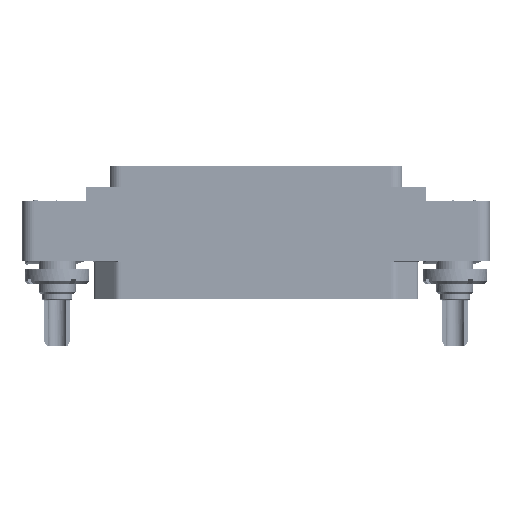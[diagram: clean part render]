
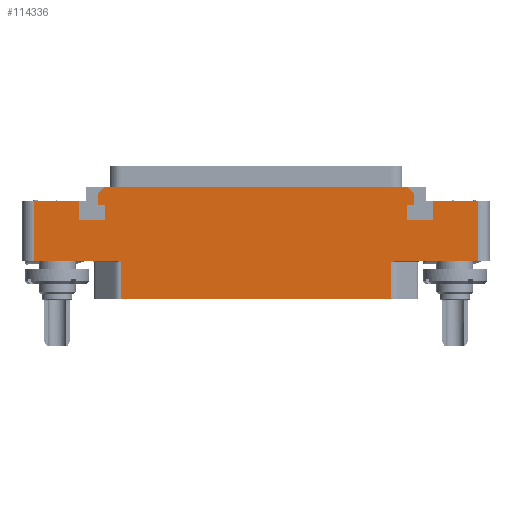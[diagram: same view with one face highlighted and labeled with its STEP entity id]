
A CAD part, top view. The second image highlights one B-rep face of the part: STEP entity #114336.
In plain terms, the highlighted planar face has unit normal (0, 0, 1).
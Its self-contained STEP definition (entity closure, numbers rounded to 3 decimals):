
#7384=DIRECTION('',(-1.,0.,0.));
#7385=VECTOR('',#7384,46.236);
#7386=CARTESIAN_POINT('',(23.118,-6.5,7.));
#7387=LINE('',#7386,#7385);
#7475=DIRECTION('',(1.,0.,0.));
#7476=VECTOR('',#7475,14.082);
#7477=CARTESIAN_POINT('',(-38.,0.,7.));
#7478=LINE('',#7477,#7476);
#11408=DIRECTION('',(0.,-1.,0.));
#11409=VECTOR('',#11408,10.25);
#11410=CARTESIAN_POINT('',(-38.,10.25,7.));
#11411=LINE('',#11410,#11409);
#11426=DIRECTION('',(1.,0.,0.));
#11427=VECTOR('',#11426,7.8);
#11428=CARTESIAN_POINT('',(-38.,10.25,7.));
#11429=LINE('',#11428,#11427);
#11430=DIRECTION('',(0.,-1.,0.));
#11431=VECTOR('',#11430,3.2);
#11432=CARTESIAN_POINT('',(-30.2,10.25,7.));
#11433=LINE('',#11432,#11431);
#11434=DIRECTION('',(1.,0.,0.));
#11435=VECTOR('',#11434,4.4);
#11436=CARTESIAN_POINT('',(-30.2,7.05,7.));
#11437=LINE('',#11436,#11435);
#11438=DIRECTION('',(0.,1.,0.));
#11439=VECTOR('',#11438,2.6);
#11440=CARTESIAN_POINT('',(-25.8,7.05,7.));
#11441=LINE('',#11440,#11439);
#11442=DIRECTION('',(-1.,0.,0.));
#11443=VECTOR('',#11442,1.2);
#11444=CARTESIAN_POINT('',(-25.8,9.65,7.));
#11445=LINE('',#11444,#11443);
#11446=DIRECTION('',(0.,-1.,0.));
#11447=VECTOR('',#11446,1.9);
#11448=CARTESIAN_POINT('',(-27.,11.55,7.));
#11449=LINE('',#11448,#11447);
#11450=DIRECTION('',(1.,0.,0.));
#11451=VECTOR('',#11450,51.6);
#11452=CARTESIAN_POINT('',(-25.8,12.75,7.));
#11453=LINE('',#11452,#11451);
#11454=DIRECTION('',(0.,-1.,0.));
#11455=VECTOR('',#11454,1.9);
#11456=CARTESIAN_POINT('',(27.,11.55,7.));
#11457=LINE('',#11456,#11455);
#11458=DIRECTION('',(-1.,0.,0.));
#11459=VECTOR('',#11458,1.2);
#11460=CARTESIAN_POINT('',(27.,9.65,7.));
#11461=LINE('',#11460,#11459);
#11462=DIRECTION('',(0.,-1.,0.));
#11463=VECTOR('',#11462,2.6);
#11464=CARTESIAN_POINT('',(25.8,9.65,7.));
#11465=LINE('',#11464,#11463);
#11466=DIRECTION('',(1.,0.,0.));
#11467=VECTOR('',#11466,4.4);
#11468=CARTESIAN_POINT('',(25.8,7.05,7.));
#11469=LINE('',#11468,#11467);
#11470=DIRECTION('',(0.,1.,0.));
#11471=VECTOR('',#11470,3.2);
#11472=CARTESIAN_POINT('',(30.2,7.05,7.));
#11473=LINE('',#11472,#11471);
#11474=DIRECTION('',(1.,0.,0.));
#11475=VECTOR('',#11474,7.8);
#11476=CARTESIAN_POINT('',(30.2,10.25,7.));
#11477=LINE('',#11476,#11475);
#11534=DIRECTION('',(1.,0.,0.));
#11535=VECTOR('',#11534,14.082);
#11536=CARTESIAN_POINT('',(23.918,0.,7.));
#11537=LINE('',#11536,#11535);
#15636=DIRECTION('',(0.,1.,0.));
#15637=VECTOR('',#15636,10.25);
#15638=CARTESIAN_POINT('',(38.,0.,7.));
#15639=LINE('',#15638,#15637);
#15700=CARTESIAN_POINT('',(23.118,-0.2,7.));
#15701=CARTESIAN_POINT('',(23.14,-0.192,7.));
#15702=CARTESIAN_POINT('',(23.184,-0.176,7.));
#15703=CARTESIAN_POINT('',(23.251,-0.152,7.));
#15704=CARTESIAN_POINT('',(23.318,-0.128,7.));
#15705=CARTESIAN_POINT('',(23.385,-0.106,7.));
#15706=CARTESIAN_POINT('',(23.451,-0.085,7.));
#15707=CARTESIAN_POINT('',(23.515,-0.066,7.));
#15708=CARTESIAN_POINT('',(23.577,-0.049,7.));
#15709=CARTESIAN_POINT('',(23.636,-0.035,7.));
#15710=CARTESIAN_POINT('',(23.688,-0.024,7.));
#15711=CARTESIAN_POINT('',(23.734,-0.016,7.));
#15712=CARTESIAN_POINT('',(23.776,-0.01,7.));
#15713=CARTESIAN_POINT('',(23.814,-0.005,7.));
#15714=CARTESIAN_POINT('',(23.85,-0.002,7.));
#15715=CARTESIAN_POINT('',(23.884,0.,7.));
#15716=CARTESIAN_POINT('',(23.907,0.,7.));
#15717=CARTESIAN_POINT('',(23.918,0.,7.));
#15733=DIRECTION('',(0.,1.,0.));
#15734=VECTOR('',#15733,6.3);
#15735=CARTESIAN_POINT('',(23.118,-6.5,7.));
#15736=LINE('',#15735,#15734);
#15737=DIRECTION('',(0.,1.,0.));
#15738=VECTOR('',#15737,6.3);
#15739=CARTESIAN_POINT('',(-23.118,-6.5,7.));
#15740=LINE('',#15739,#15738);
#15765=CARTESIAN_POINT('',(-23.918,0.,7.));
#15766=CARTESIAN_POINT('',(-23.907,0.,7.));
#15767=CARTESIAN_POINT('',(-23.884,0.,7.));
#15768=CARTESIAN_POINT('',(-23.85,-0.002,7.));
#15769=CARTESIAN_POINT('',(-23.814,-0.005,7.));
#15770=CARTESIAN_POINT('',(-23.776,-0.01,7.));
#15771=CARTESIAN_POINT('',(-23.734,-0.016,7.));
#15772=CARTESIAN_POINT('',(-23.688,-0.024,7.));
#15773=CARTESIAN_POINT('',(-23.636,-0.035,7.));
#15774=CARTESIAN_POINT('',(-23.577,-0.049,7.));
#15775=CARTESIAN_POINT('',(-23.515,-0.066,7.));
#15776=CARTESIAN_POINT('',(-23.451,-0.085,7.));
#15777=CARTESIAN_POINT('',(-23.385,-0.106,7.));
#15778=CARTESIAN_POINT('',(-23.318,-0.128,7.));
#15779=CARTESIAN_POINT('',(-23.251,-0.152,7.));
#15780=CARTESIAN_POINT('',(-23.184,-0.176,7.));
#15781=CARTESIAN_POINT('',(-23.14,-0.192,7.));
#15782=CARTESIAN_POINT('',(-23.118,-0.2,7.));
#15932=DIRECTION('',(-0.707,-0.707,0.));
#15933=VECTOR('',#15932,1.697);
#15934=CARTESIAN_POINT('',(-25.8,12.75,7.));
#15935=LINE('',#15934,#15933);
#15972=DIRECTION('',(0.707,-0.707,0.));
#15973=VECTOR('',#15972,1.697);
#15974=CARTESIAN_POINT('',(25.8,12.75,7.));
#15975=LINE('',#15974,#15973);
#87393=CARTESIAN_POINT('',(-30.2,10.25,7.));
#87394=CARTESIAN_POINT('',(-30.2,7.05,7.));
#87395=VERTEX_POINT('',#87393);
#87396=VERTEX_POINT('',#87394);
#87397=CARTESIAN_POINT('',(-25.8,7.05,7.));
#87398=VERTEX_POINT('',#87397);
#87399=CARTESIAN_POINT('',(-25.8,9.65,7.));
#87400=VERTEX_POINT('',#87399);
#87401=CARTESIAN_POINT('',(-27.,9.65,7.));
#87402=VERTEX_POINT('',#87401);
#87403=CARTESIAN_POINT('',(27.,9.65,7.));
#87404=CARTESIAN_POINT('',(25.8,9.65,7.));
#87405=VERTEX_POINT('',#87403);
#87406=VERTEX_POINT('',#87404);
#87407=CARTESIAN_POINT('',(25.8,7.05,7.));
#87408=VERTEX_POINT('',#87407);
#87409=CARTESIAN_POINT('',(30.2,7.05,7.));
#87410=VERTEX_POINT('',#87409);
#87411=CARTESIAN_POINT('',(30.2,10.25,7.));
#87412=VERTEX_POINT('',#87411);
#87417=CARTESIAN_POINT('',(-25.8,12.75,7.));
#87419=VERTEX_POINT('',#87417);
#87421=CARTESIAN_POINT('',(-27.,11.55,7.));
#87423=VERTEX_POINT('',#87421);
#87425=CARTESIAN_POINT('',(25.8,12.75,7.));
#87427=VERTEX_POINT('',#87425);
#87429=CARTESIAN_POINT('',(27.,11.55,7.));
#87431=VERTEX_POINT('',#87429);
#87521=CARTESIAN_POINT('',(38.,0.,7.));
#87522=CARTESIAN_POINT('',(38.,10.25,7.));
#87523=VERTEX_POINT('',#87521);
#87524=VERTEX_POINT('',#87522);
#87529=CARTESIAN_POINT('',(-38.,10.25,7.));
#87530=CARTESIAN_POINT('',(-38.,0.,7.));
#87531=VERTEX_POINT('',#87529);
#87532=VERTEX_POINT('',#87530);
#87734=CARTESIAN_POINT('',(23.118,-6.5,7.));
#87736=VERTEX_POINT('',#87734);
#87737=CARTESIAN_POINT('',(-23.118,-6.5,7.));
#87739=VERTEX_POINT('',#87737);
#87801=CARTESIAN_POINT('',(-23.118,-0.2,7.));
#87802=VERTEX_POINT('',#87801);
#87803=CARTESIAN_POINT('',(-23.918,0.,7.));
#87804=VERTEX_POINT('',#87803);
#87805=CARTESIAN_POINT('',(23.118,-0.2,7.));
#87807=VERTEX_POINT('',#87805);
#87809=CARTESIAN_POINT('',(23.918,0.,7.));
#87811=VERTEX_POINT('',#87809);
#114287=CARTESIAN_POINT('',(0.,0.,7.));
#114288=DIRECTION('',(0.,0.,-1.));
#114289=DIRECTION('',(-1.,0.,0.));
#114290=AXIS2_PLACEMENT_3D('',#114287,#114288,#114289);
#114291=PLANE('',#114290);
#114293=ORIENTED_EDGE('',*,*,#114292,.F.);
#114295=ORIENTED_EDGE('',*,*,#114294,.F.);
#114297=ORIENTED_EDGE('',*,*,#114296,.F.);
#114298=ORIENTED_EDGE('',*,*,#111925,.T.);
#114300=ORIENTED_EDGE('',*,*,#114299,.T.);
#114302=ORIENTED_EDGE('',*,*,#114301,.F.);
#114303=ORIENTED_EDGE('',*,*,#112006,.F.);
#114304=ORIENTED_EDGE('',*,*,#114279,.F.);
#114305=ORIENTED_EDGE('',*,*,#114001,.T.);
#114307=ORIENTED_EDGE('',*,*,#114306,.T.);
#114309=ORIENTED_EDGE('',*,*,#114308,.T.);
#114311=ORIENTED_EDGE('',*,*,#114310,.T.);
#114313=ORIENTED_EDGE('',*,*,#114312,.T.);
#114315=ORIENTED_EDGE('',*,*,#114314,.F.);
#114317=ORIENTED_EDGE('',*,*,#114316,.F.);
#114318=ORIENTED_EDGE('',*,*,#111444,.T.);
#114320=ORIENTED_EDGE('',*,*,#114319,.T.);
#114322=ORIENTED_EDGE('',*,*,#114321,.T.);
#114324=ORIENTED_EDGE('',*,*,#114323,.T.);
#114326=ORIENTED_EDGE('',*,*,#114325,.T.);
#114328=ORIENTED_EDGE('',*,*,#114327,.T.);
#114330=ORIENTED_EDGE('',*,*,#114329,.T.);
#114331=ORIENTED_EDGE('',*,*,#111518,.T.);
#114333=ORIENTED_EDGE('',*,*,#114332,.F.);
#114334=EDGE_LOOP('',(#114293,#114295,#114297,#114298,#114300,#114302,#114303,
#114304,#114305,#114307,#114309,#114311,#114313,#114315,#114317,#114318,#114320,
#114322,#114324,#114326,#114328,#114330,#114331,#114333));
#114335=FACE_OUTER_BOUND('',#114334,.F.);
#114336=ADVANCED_FACE('',(#114335),#114291,.F.);
#15718=B_SPLINE_CURVE_WITH_KNOTS('',3,(#15700,#15701,#15702,#15703,#15704,
#15705,#15706,#15707,#15708,#15709,#15710,#15711,#15712,#15713,#15714,#15715,
#15716,#15717),.UNSPECIFIED.,.F.,.F.,(4,1,1,1,1,1,1,1,1,1,1,1,1,1,1,4),(0.,
0.067,0.133,0.2,0.267,0.333,
0.4,0.467,0.533,0.6,0.667,
0.733,0.8,0.867,0.933,1.),
.UNSPECIFIED.);
#15783=B_SPLINE_CURVE_WITH_KNOTS('',3,(#15765,#15766,#15767,#15768,#15769,
#15770,#15771,#15772,#15773,#15774,#15775,#15776,#15777,#15778,#15779,#15780,
#15781,#15782),.UNSPECIFIED.,.F.,.F.,(4,1,1,1,1,1,1,1,1,1,1,1,1,1,1,4),(0.,
0.067,0.133,0.2,0.267,0.333,
0.4,0.467,0.533,0.6,0.667,
0.733,0.8,0.867,0.933,1.),
.UNSPECIFIED.);
#111444=EDGE_CURVE('',#87419,#87427,#11453,.T.);
#111518=EDGE_CURVE('',#87412,#87524,#11477,.T.);
#111925=EDGE_CURVE('',#87736,#87739,#7387,.T.);
#112006=EDGE_CURVE('',#87532,#87804,#7478,.T.);
#114001=EDGE_CURVE('',#87531,#87395,#11429,.T.);
#114279=EDGE_CURVE('',#87531,#87532,#11411,.T.);
#114292=EDGE_CURVE('',#87811,#87523,#11537,.T.);
#114294=EDGE_CURVE('',#87807,#87811,#15718,.T.);
#114296=EDGE_CURVE('',#87736,#87807,#15736,.T.);
#114299=EDGE_CURVE('',#87739,#87802,#15740,.T.);
#114301=EDGE_CURVE('',#87804,#87802,#15783,.T.);
#114306=EDGE_CURVE('',#87395,#87396,#11433,.T.);
#114308=EDGE_CURVE('',#87396,#87398,#11437,.T.);
#114310=EDGE_CURVE('',#87398,#87400,#11441,.T.);
#114312=EDGE_CURVE('',#87400,#87402,#11445,.T.);
#114314=EDGE_CURVE('',#87423,#87402,#11449,.T.);
#114316=EDGE_CURVE('',#87419,#87423,#15935,.T.);
#114319=EDGE_CURVE('',#87427,#87431,#15975,.T.);
#114321=EDGE_CURVE('',#87431,#87405,#11457,.T.);
#114323=EDGE_CURVE('',#87405,#87406,#11461,.T.);
#114325=EDGE_CURVE('',#87406,#87408,#11465,.T.);
#114327=EDGE_CURVE('',#87408,#87410,#11469,.T.);
#114329=EDGE_CURVE('',#87410,#87412,#11473,.T.);
#114332=EDGE_CURVE('',#87523,#87524,#15639,.T.);
